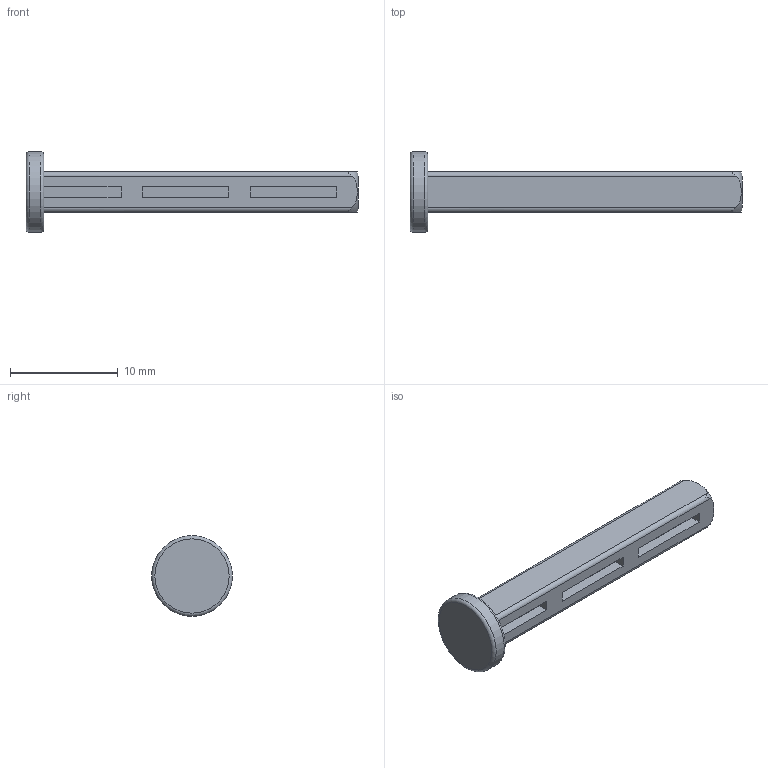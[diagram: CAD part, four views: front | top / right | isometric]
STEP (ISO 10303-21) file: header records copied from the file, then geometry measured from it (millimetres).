
FILE_DESCRIPTION(/* description */ (''),/* implementation_level */ '2;1');
FILE_NAME(/* name */ 'AXp3c.stp',/* time_stamp */ '2019-06-19T17:53:45+02:00',/* author */ ('Varga Daniel'),/* organization */ (''),/* preprocessor_version */ 'ST-DEVELOPER v18',/* originating_system */ 'Autodesk Inventor 2020',/* authorisation */ '');
FILE_SCHEMA (('AUTOMOTIVE_DESIGN { 1 0 10303 214 3 1 1 }'));
Length unit declared in the file: millimetre
Products named in the file (1): AXp3c
Bounding box: 30.82 x 7.5 x 7.5 mm (x, y, z)
Volume: 431.1 mm3; surface area: 640.3 mm2
Topology: 1 solids, 1 shells, 43 faces, 117 edges, 81 vertices
Faces by surface type: plane 35, cylinder 5, torus 3
Full cylindrical faces by diameter (mm): 7.5 x1
Entity records: 1486 total; most frequent: CARTESIAN_POINT 351, ORIENTED_EDGE 234, DIRECTION 211, EDGE_CURVE 117, LINE 85, VECTOR 85, VERTEX_POINT 81, AXIS2_PLACEMENT_3D 63
